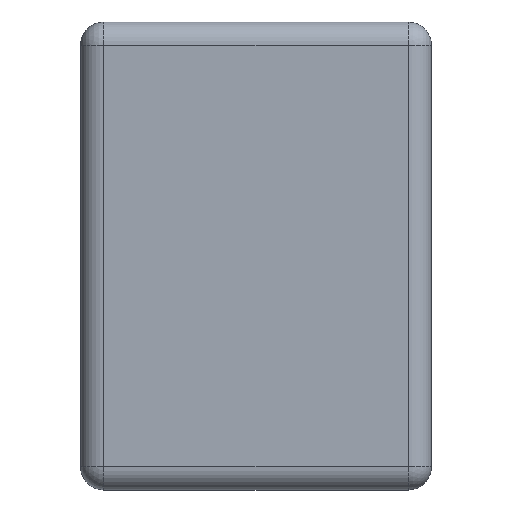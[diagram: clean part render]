
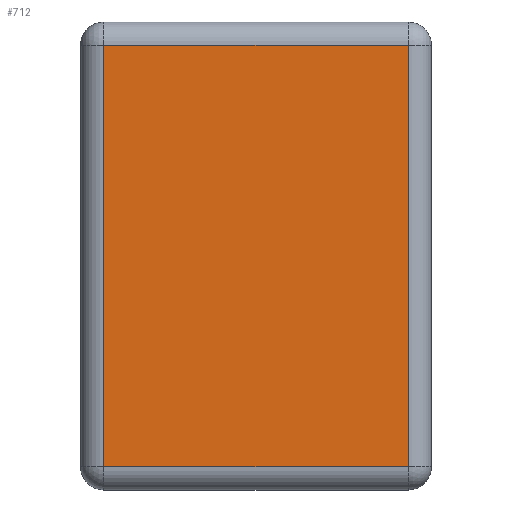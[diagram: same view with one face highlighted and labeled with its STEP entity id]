
A CAD part, left-side view. The second image highlights one B-rep face of the part: STEP entity #712.
In plain terms, the highlighted planar face has unit normal (-1, 0, 0).
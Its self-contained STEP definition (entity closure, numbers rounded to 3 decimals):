
#17 = CARTESIAN_POINT ( 'NONE',  ( -1.55, -0.65, 0.1 ) ) ;
#30 = VECTOR ( 'NONE', #1763, 1000. ) ;
#44 = DIRECTION ( 'NONE',  ( 0., 0., 1. ) ) ;
#45 = CARTESIAN_POINT ( 'NONE',  ( -1.55, 0.65, 0.1 ) ) ;
#52 = CARTESIAN_POINT ( 'NONE',  ( -1.55, -0.65, 1.9 ) ) ;
#90 = CARTESIAN_POINT ( 'NONE',  ( -1.55, 0.65, 1.9 ) ) ;
#175 = AXIS2_PLACEMENT_3D ( 'NONE', #259, #834, #1161 ) ;
#201 = CARTESIAN_POINT ( 'NONE',  ( -1.55, -0.65, 0.1 ) ) ;
#237 = PLANE ( 'NONE',  #175 ) ;
#259 = CARTESIAN_POINT ( 'NONE',  ( -1.55, 0., 0. ) ) ;
#381 = LINE ( 'NONE', #17, #400 ) ;
#400 = VECTOR ( 'NONE', #1239, 1000. ) ;
#564 = CARTESIAN_POINT ( 'NONE',  ( -1.55, -0.65, 1.9 ) ) ;
#712 = ADVANCED_FACE ( 'NONE', ( #1697 ), #237, .T. ) ;
#725 = LINE ( 'NONE', #52, #1141 ) ;
#737 = VERTEX_POINT ( 'NONE', #90 ) ;
#834 = DIRECTION ( 'NONE',  ( -1., 0., 0. ) ) ;
#835 = EDGE_CURVE ( 'NONE', #1478, #737, #1530, .T. ) ;
#851 = CARTESIAN_POINT ( 'NONE',  ( -1.55, 0.65, 1.9 ) ) ;
#909 = ORIENTED_EDGE ( 'NONE', *, *, #1754, .T. ) ;
#1077 = EDGE_CURVE ( 'NONE', #1730, #1478, #725, .T. ) ;
#1103 = DIRECTION ( 'NONE',  ( 0., 0., -1. ) ) ;
#1141 = VECTOR ( 'NONE', #44, 1000. ) ;
#1161 = DIRECTION ( 'NONE',  ( 0., 0., 1. ) ) ;
#1214 = VERTEX_POINT ( 'NONE', #1449 ) ;
#1239 = DIRECTION ( 'NONE',  ( 0., -1., 0. ) ) ;
#1417 = ORIENTED_EDGE ( 'NONE', *, *, #835, .T. ) ;
#1427 = LINE ( 'NONE', #45, #1966 ) ;
#1448 = ORIENTED_EDGE ( 'NONE', *, *, #1624, .T. ) ;
#1449 = CARTESIAN_POINT ( 'NONE',  ( -1.55, 0.65, 0.1 ) ) ;
#1475 = ORIENTED_EDGE ( 'NONE', *, *, #1077, .T. ) ;
#1478 = VERTEX_POINT ( 'NONE', #564 ) ;
#1530 = LINE ( 'NONE', #851, #30 ) ;
#1545 = EDGE_LOOP ( 'NONE', ( #909, #1448, #1475, #1417 ) ) ;
#1624 = EDGE_CURVE ( 'NONE', #1214, #1730, #381, .T. ) ;
#1697 = FACE_OUTER_BOUND ( 'NONE', #1545, .T. ) ;
#1730 = VERTEX_POINT ( 'NONE', #201 ) ;
#1754 = EDGE_CURVE ( 'NONE', #737, #1214, #1427, .T. ) ;
#1763 = DIRECTION ( 'NONE',  ( 0., 1., 0. ) ) ;
#1966 = VECTOR ( 'NONE', #1103, 1000. ) ;
